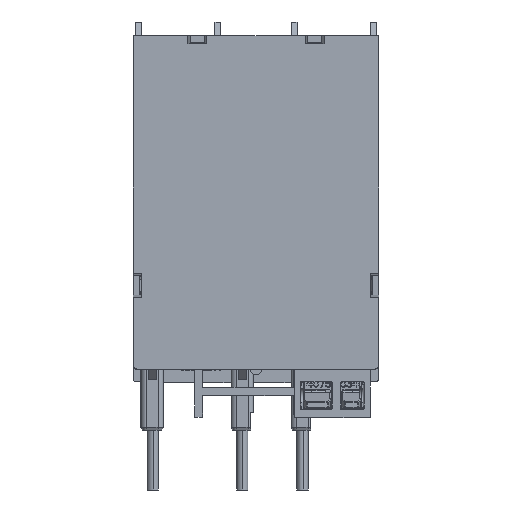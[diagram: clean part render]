
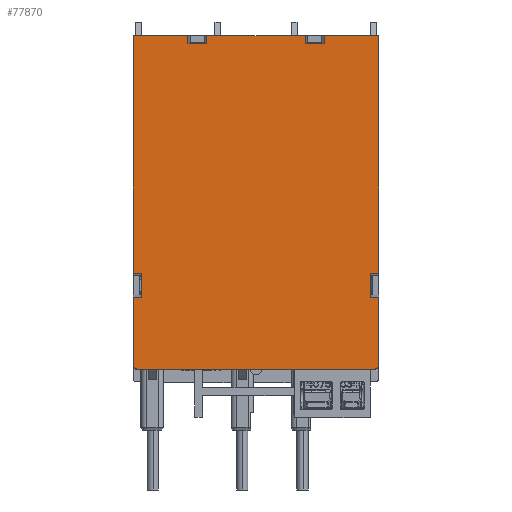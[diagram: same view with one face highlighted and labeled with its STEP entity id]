
A CAD part, front view. The second image highlights one B-rep face of the part: STEP entity #77870.
In plain terms, the highlighted planar face has unit normal (0, -1, 0).
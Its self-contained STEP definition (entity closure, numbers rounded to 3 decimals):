
#69714=DIRECTION('',(1.,0.,0.));
#69715=VECTOR('',#69714,1.461);
#69716=CARTESIAN_POINT('',(-22.361,-1.3,-36.095));
#69717=LINE('',#69716,#69715);
#69718=DIRECTION('',(0.,0.,-1.));
#69719=VECTOR('',#69718,4.39);
#69720=CARTESIAN_POINT('',(-20.9,-1.3,-31.705));
#69721=LINE('',#69720,#69719);
#69722=DIRECTION('',(1.,0.,0.));
#69723=VECTOR('',#69722,1.461);
#69724=CARTESIAN_POINT('',(-22.361,-1.3,-31.705));
#69725=LINE('',#69724,#69723);
#69726=DIRECTION('',(0.,0.,1.));
#69727=VECTOR('',#69726,43.305);
#69728=CARTESIAN_POINT('',(-22.361,-1.3,-31.705));
#69729=LINE('',#69728,#69727);
#69730=DIRECTION('',(1.,0.,0.));
#69731=VECTOR('',#69730,9.957);
#69732=CARTESIAN_POINT('',(-22.361,-1.3,11.6));
#69733=LINE('',#69732,#69731);
#69734=DIRECTION('',(0.,0.,-1.));
#69735=VECTOR('',#69734,1.5);
#69736=CARTESIAN_POINT('',(-12.404,-1.3,11.6));
#69737=LINE('',#69736,#69735);
#69738=DIRECTION('',(-1.,0.,0.));
#69739=VECTOR('',#69738,3.407);
#69740=CARTESIAN_POINT('',(-8.996,-1.3,10.1));
#69741=LINE('',#69740,#69739);
#69742=DIRECTION('',(0.,0.,-1.));
#69743=VECTOR('',#69742,1.5);
#69744=CARTESIAN_POINT('',(-8.996,-1.3,11.6));
#69745=LINE('',#69744,#69743);
#69746=DIRECTION('',(1.,0.,0.));
#69747=VECTOR('',#69746,17.993);
#69748=CARTESIAN_POINT('',(-8.996,-1.3,11.6));
#69749=LINE('',#69748,#69747);
#69750=DIRECTION('',(0.,0.,-1.));
#69751=VECTOR('',#69750,1.5);
#69752=CARTESIAN_POINT('',(8.996,-1.3,11.6));
#69753=LINE('',#69752,#69751);
#69754=DIRECTION('',(-1.,0.,0.));
#69755=VECTOR('',#69754,3.407);
#69756=CARTESIAN_POINT('',(12.404,-1.3,10.1));
#69757=LINE('',#69756,#69755);
#69758=DIRECTION('',(0.,0.,-1.));
#69759=VECTOR('',#69758,1.5);
#69760=CARTESIAN_POINT('',(12.404,-1.3,11.6));
#69761=LINE('',#69760,#69759);
#69762=DIRECTION('',(1.,0.,0.));
#69763=VECTOR('',#69762,9.957);
#69764=CARTESIAN_POINT('',(12.404,-1.3,11.6));
#69765=LINE('',#69764,#69763);
#69766=DIRECTION('',(0.,0.,-1.));
#69767=VECTOR('',#69766,43.305);
#69768=CARTESIAN_POINT('',(22.361,-1.3,11.6));
#69769=LINE('',#69768,#69767);
#69770=DIRECTION('',(-1.,0.,0.));
#69771=VECTOR('',#69770,1.461);
#69772=CARTESIAN_POINT('',(22.361,-1.3,-31.705));
#69773=LINE('',#69772,#69771);
#69774=DIRECTION('',(0.,0.,-1.));
#69775=VECTOR('',#69774,4.39);
#69776=CARTESIAN_POINT('',(20.9,-1.3,-31.705));
#69777=LINE('',#69776,#69775);
#69778=DIRECTION('',(-1.,0.,0.));
#69779=VECTOR('',#69778,1.461);
#69780=CARTESIAN_POINT('',(22.361,-1.3,-36.095));
#69781=LINE('',#69780,#69779);
#69782=DIRECTION('',(0.,0.,-1.));
#69783=VECTOR('',#69782,12.316);
#69784=CARTESIAN_POINT('',(22.361,-1.3,-36.095));
#69785=LINE('',#69784,#69783);
#74270=DIRECTION('',(0.,0.,-1.));
#74271=VECTOR('',#74270,12.316);
#74272=CARTESIAN_POINT('',(-22.361,-1.3,-36.095));
#74273=LINE('',#74272,#74271);
#74338=DIRECTION('',(-1.,0.,0.));
#74339=VECTOR('',#74338,43.122);
#74340=CARTESIAN_POINT('',(21.561,-1.3,-49.211));
#74341=LINE('',#74340,#74339);
#74728=CARTESIAN_POINT('',(21.561,-1.3,-49.211));
#74729=CARTESIAN_POINT('',(21.594,-1.3,-49.211));
#74730=CARTESIAN_POINT('',(21.657,-1.3,-49.207));
#74731=CARTESIAN_POINT('',(21.77,-1.3,-49.186));
#74732=CARTESIAN_POINT('',(21.893,-1.3,-49.143));
#74733=CARTESIAN_POINT('',(22.021,-1.3,-49.071));
#74734=CARTESIAN_POINT('',(22.129,-1.3,-48.979));
#74735=CARTESIAN_POINT('',(22.221,-1.3,-48.871));
#74736=CARTESIAN_POINT('',(22.293,-1.3,-48.743));
#74737=CARTESIAN_POINT('',(22.336,-1.3,-48.62));
#74738=CARTESIAN_POINT('',(22.357,-1.3,-48.507));
#74739=CARTESIAN_POINT('',(22.361,-1.3,-48.444));
#74740=CARTESIAN_POINT('',(22.361,-1.3,-48.411));
#74781=CARTESIAN_POINT('',(-22.361,-1.3,-48.411));
#74782=CARTESIAN_POINT('',(-22.361,-1.3,-48.444));
#74783=CARTESIAN_POINT('',(-22.357,-1.3,-48.507));
#74784=CARTESIAN_POINT('',(-22.336,-1.3,-48.62));
#74785=CARTESIAN_POINT('',(-22.293,-1.3,-48.743));
#74786=CARTESIAN_POINT('',(-22.221,-1.3,-48.871));
#74787=CARTESIAN_POINT('',(-22.129,-1.3,-48.979));
#74788=CARTESIAN_POINT('',(-22.021,-1.3,-49.071));
#74789=CARTESIAN_POINT('',(-21.893,-1.3,-49.143));
#74790=CARTESIAN_POINT('',(-21.77,-1.3,-49.186));
#74791=CARTESIAN_POINT('',(-21.657,-1.3,-49.207));
#74792=CARTESIAN_POINT('',(-21.594,-1.3,-49.211));
#74793=CARTESIAN_POINT('',(-21.561,-1.3,-49.211));
#77054=CARTESIAN_POINT('',(20.9,-1.3,-31.705));
#77055=CARTESIAN_POINT('',(20.9,-1.3,-36.095));
#77056=VERTEX_POINT('',#77054);
#77057=VERTEX_POINT('',#77055);
#77062=CARTESIAN_POINT('',(-20.9,-1.3,-31.705));
#77063=CARTESIAN_POINT('',(-20.9,-1.3,-36.095));
#77064=VERTEX_POINT('',#77062);
#77065=VERTEX_POINT('',#77063);
#77095=CARTESIAN_POINT('',(-8.996,-1.3,11.6));
#77097=VERTEX_POINT('',#77095);
#77099=CARTESIAN_POINT('',(-12.404,-1.3,11.6));
#77101=VERTEX_POINT('',#77099);
#77103=CARTESIAN_POINT('',(12.404,-1.3,11.6));
#77105=VERTEX_POINT('',#77103);
#77107=CARTESIAN_POINT('',(8.996,-1.3,11.6));
#77109=VERTEX_POINT('',#77107);
#77122=CARTESIAN_POINT('',(-8.996,-1.3,10.1));
#77123=VERTEX_POINT('',#77122);
#77124=CARTESIAN_POINT('',(-12.404,-1.3,10.1));
#77125=VERTEX_POINT('',#77124);
#77126=CARTESIAN_POINT('',(12.404,-1.3,10.1));
#77127=VERTEX_POINT('',#77126);
#77128=CARTESIAN_POINT('',(8.996,-1.3,10.1));
#77129=VERTEX_POINT('',#77128);
#77248=CARTESIAN_POINT('',(22.361,-1.3,-31.705));
#77250=VERTEX_POINT('',#77248);
#77252=CARTESIAN_POINT('',(22.361,-1.3,-36.095));
#77254=VERTEX_POINT('',#77252);
#77256=CARTESIAN_POINT('',(-22.361,-1.3,-31.705));
#77258=VERTEX_POINT('',#77256);
#77260=CARTESIAN_POINT('',(-22.361,-1.3,-36.095));
#77262=VERTEX_POINT('',#77260);
#77403=CARTESIAN_POINT('',(22.361,-1.3,-48.411));
#77405=VERTEX_POINT('',#77403);
#77407=CARTESIAN_POINT('',(21.561,-1.3,-49.211));
#77409=VERTEX_POINT('',#77407);
#77411=CARTESIAN_POINT('',(-21.561,-1.3,-49.211));
#77413=VERTEX_POINT('',#77411);
#77415=CARTESIAN_POINT('',(-22.361,-1.3,-48.411));
#77417=VERTEX_POINT('',#77415);
#77483=CARTESIAN_POINT('',(-22.361,-1.3,11.6));
#77485=VERTEX_POINT('',#77483);
#77487=CARTESIAN_POINT('',(22.361,-1.3,11.6));
#77489=VERTEX_POINT('',#77487);
#77819=CARTESIAN_POINT('',(0.,-1.3,11.6));
#77820=DIRECTION('',(0.,1.,0.));
#77821=DIRECTION('',(1.,0.,0.));
#77822=AXIS2_PLACEMENT_3D('',#77819,#77820,#77821);
#77823=PLANE('',#77822);
#77825=ORIENTED_EDGE('',*,*,#77824,.F.);
#77827=ORIENTED_EDGE('',*,*,#77826,.T.);
#77829=ORIENTED_EDGE('',*,*,#77828,.F.);
#77831=ORIENTED_EDGE('',*,*,#77830,.F.);
#77833=ORIENTED_EDGE('',*,*,#77832,.T.);
#77835=ORIENTED_EDGE('',*,*,#77834,.F.);
#77837=ORIENTED_EDGE('',*,*,#77836,.F.);
#77839=ORIENTED_EDGE('',*,*,#77838,.T.);
#77841=ORIENTED_EDGE('',*,*,#77840,.T.);
#77843=ORIENTED_EDGE('',*,*,#77842,.T.);
#77845=ORIENTED_EDGE('',*,*,#77844,.F.);
#77847=ORIENTED_EDGE('',*,*,#77846,.F.);
#77849=ORIENTED_EDGE('',*,*,#77848,.T.);
#77851=ORIENTED_EDGE('',*,*,#77850,.T.);
#77853=ORIENTED_EDGE('',*,*,#77852,.F.);
#77855=ORIENTED_EDGE('',*,*,#77854,.F.);
#77857=ORIENTED_EDGE('',*,*,#77856,.T.);
#77859=ORIENTED_EDGE('',*,*,#77858,.T.);
#77861=ORIENTED_EDGE('',*,*,#77860,.T.);
#77863=ORIENTED_EDGE('',*,*,#77862,.T.);
#77865=ORIENTED_EDGE('',*,*,#77864,.F.);
#77867=ORIENTED_EDGE('',*,*,#77866,.T.);
#77868=EDGE_LOOP('',(#77825,#77827,#77829,#77831,#77833,#77835,#77837,#77839,
#77841,#77843,#77845,#77847,#77849,#77851,#77853,#77855,#77857,#77859,#77861,
#77863,#77865,#77867));
#77869=FACE_OUTER_BOUND('',#77868,.F.);
#77870=ADVANCED_FACE('',(#77869),#77823,.F.);
#74741=B_SPLINE_CURVE_WITH_KNOTS('',3,(#74728,#74729,#74730,#74731,#74732,
#74733,#74734,#74735,#74736,#74737,#74738,#74739,#74740),.UNSPECIFIED.,.F.,.F.,(
4,1,1,1,1,1,1,1,1,1,4),(0.,0.063,0.125,0.25,0.375,0.5,0.625,
0.75,0.875,0.938,1.),.UNSPECIFIED.);
#74794=B_SPLINE_CURVE_WITH_KNOTS('',3,(#74781,#74782,#74783,#74784,#74785,
#74786,#74787,#74788,#74789,#74790,#74791,#74792,#74793),.UNSPECIFIED.,.F.,.F.,(
4,1,1,1,1,1,1,1,1,1,4),(0.,0.063,0.125,0.25,0.375,0.5,0.625,
0.75,0.875,0.938,1.),.UNSPECIFIED.);
#77824=EDGE_CURVE('',#77409,#77405,#74741,.T.);
#77826=EDGE_CURVE('',#77409,#77413,#74341,.T.);
#77828=EDGE_CURVE('',#77417,#77413,#74794,.T.);
#77830=EDGE_CURVE('',#77262,#77417,#74273,.T.);
#77832=EDGE_CURVE('',#77262,#77065,#69717,.T.);
#77834=EDGE_CURVE('',#77064,#77065,#69721,.T.);
#77836=EDGE_CURVE('',#77258,#77064,#69725,.T.);
#77838=EDGE_CURVE('',#77258,#77485,#69729,.T.);
#77840=EDGE_CURVE('',#77485,#77101,#69733,.T.);
#77842=EDGE_CURVE('',#77101,#77125,#69737,.T.);
#77844=EDGE_CURVE('',#77123,#77125,#69741,.T.);
#77846=EDGE_CURVE('',#77097,#77123,#69745,.T.);
#77848=EDGE_CURVE('',#77097,#77109,#69749,.T.);
#77850=EDGE_CURVE('',#77109,#77129,#69753,.T.);
#77852=EDGE_CURVE('',#77127,#77129,#69757,.T.);
#77854=EDGE_CURVE('',#77105,#77127,#69761,.T.);
#77856=EDGE_CURVE('',#77105,#77489,#69765,.T.);
#77858=EDGE_CURVE('',#77489,#77250,#69769,.T.);
#77860=EDGE_CURVE('',#77250,#77056,#69773,.T.);
#77862=EDGE_CURVE('',#77056,#77057,#69777,.T.);
#77864=EDGE_CURVE('',#77254,#77057,#69781,.T.);
#77866=EDGE_CURVE('',#77254,#77405,#69785,.T.);
